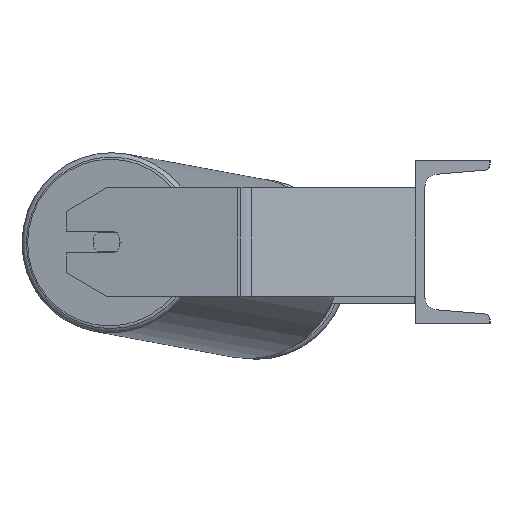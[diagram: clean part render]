
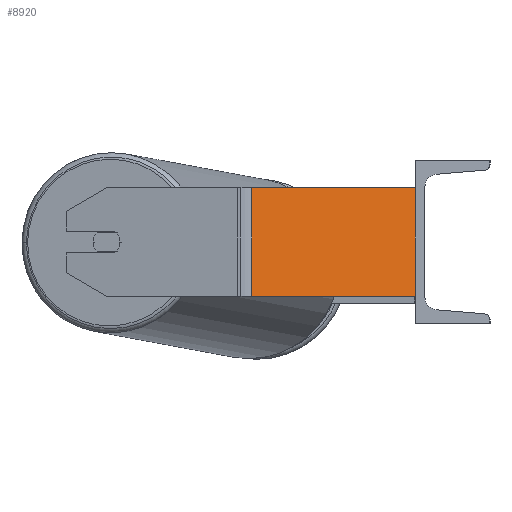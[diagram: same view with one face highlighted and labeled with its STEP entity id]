
A CAD part, left-side view. The second image highlights one B-rep face of the part: STEP entity #8920.
In plain terms, the highlighted planar face has unit normal (-0.866, -0.5, 0).
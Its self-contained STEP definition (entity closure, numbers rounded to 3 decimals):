
#308 = DIRECTION ( 'NONE',  ( -0.5, 0.866, 0. ) ) ;
#788 = LINE ( 'NONE', #3533, #5307 ) ;
#811 = LINE ( 'NONE', #5585, #7146 ) ;
#865 = VECTOR ( 'NONE', #1395, 1000. ) ;
#1395 = DIRECTION ( 'NONE',  ( 0.5, -0.866, 0. ) ) ;
#1673 = ORIENTED_EDGE ( 'NONE', *, *, #8763, .F. ) ;
#1881 = EDGE_CURVE ( 'NONE', #3705, #3760, #811, .T. ) ;
#2007 = CARTESIAN_POINT ( 'NONE',  ( -957.634, 125.807, -40. ) ) ;
#2207 = DIRECTION ( 'NONE',  ( 0., 0., -1. ) ) ;
#2254 = CARTESIAN_POINT ( 'NONE',  ( -957.634, 125.807, 40. ) ) ;
#2786 = ORIENTED_EDGE ( 'NONE', *, *, #3537, .T. ) ;
#3003 = VECTOR ( 'NONE', #7053, 1000. ) ;
#3211 = VERTEX_POINT ( 'NONE', #6989 ) ;
#3491 = LINE ( 'NONE', #2007, #865 ) ;
#3523 = ORIENTED_EDGE ( 'NONE', *, *, #4698, .T. ) ;
#3533 = CARTESIAN_POINT ( 'NONE',  ( -954.723, 120.763, 40. ) ) ;
#3537 = EDGE_CURVE ( 'NONE', #3211, #3760, #3491, .T. ) ;
#3705 = VERTEX_POINT ( 'NONE', #8838 ) ;
#3760 = VERTEX_POINT ( 'NONE', #8793 ) ;
#4339 = LINE ( 'NONE', #2254, #3003 ) ;
#4537 = CARTESIAN_POINT ( 'NONE',  ( -957.634, 125.807, 40. ) ) ;
#4698 = EDGE_CURVE ( 'NONE', #7980, #3211, #788, .T. ) ;
#5232 = FACE_OUTER_BOUND ( 'NONE', #6146, .T. ) ;
#5307 = VECTOR ( 'NONE', #8388, 1000. ) ;
#5585 = CARTESIAN_POINT ( 'NONE',  ( -885., 0., 40. ) ) ;
#5862 = DIRECTION ( 'NONE',  ( 0.866, 0.5, 0. ) ) ;
#6146 = EDGE_LOOP ( 'NONE', ( #2786, #8259, #1673, #3523 ) ) ;
#6989 = CARTESIAN_POINT ( 'NONE',  ( -954.723, 120.763, -40. ) ) ;
#7053 = DIRECTION ( 'NONE',  ( 0.5, -0.866, 0. ) ) ;
#7146 = VECTOR ( 'NONE', #2207, 1000. ) ;
#7225 = CARTESIAN_POINT ( 'NONE',  ( -954.723, 120.763, 40. ) ) ;
#7980 = VERTEX_POINT ( 'NONE', #7225 ) ;
#8046 = PLANE ( 'NONE',  #9050 ) ;
#8259 = ORIENTED_EDGE ( 'NONE', *, *, #1881, .F. ) ;
#8388 = DIRECTION ( 'NONE',  ( 0., 0., -1. ) ) ;
#8763 = EDGE_CURVE ( 'NONE', #7980, #3705, #4339, .T. ) ;
#8793 = CARTESIAN_POINT ( 'NONE',  ( -885., 0., -40. ) ) ;
#8838 = CARTESIAN_POINT ( 'NONE',  ( -885., 0., 40. ) ) ;
#8920 = ADVANCED_FACE ( 'NONE', ( #5232 ), #8046, .F. ) ;
#9050 = AXIS2_PLACEMENT_3D ( 'NONE', #4537, #5862, #308 ) ;
